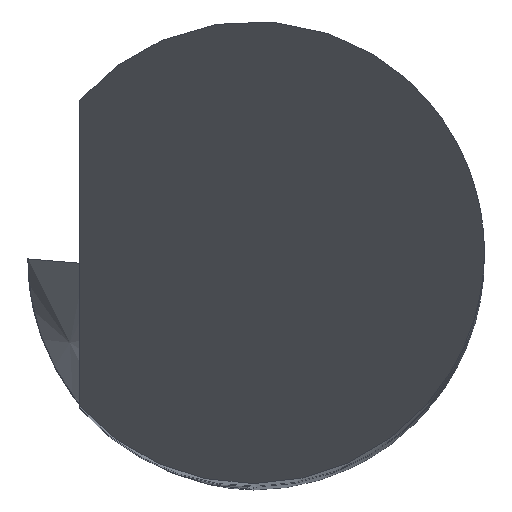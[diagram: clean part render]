
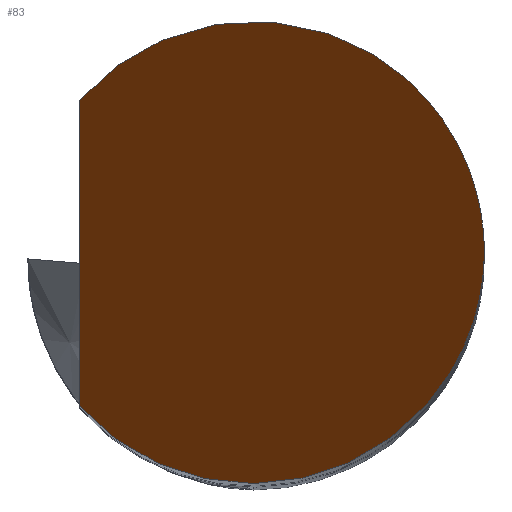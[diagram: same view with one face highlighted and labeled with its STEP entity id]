
A CAD part, top view. The second image highlights one B-rep face of the part: STEP entity #83.
In plain terms, the highlighted planar face has unit normal (-0.866, 0, 0.5).
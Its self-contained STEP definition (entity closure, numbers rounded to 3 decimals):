
#64=PLANE('',#405);
#83=ADVANCED_FACE('',(#109),#64,.F.);
#109=FACE_OUTER_BOUND('',#130,.T.);
#130=EDGE_LOOP('',(#258,#259));
#158=LINE('',#707,#180);
#180=VECTOR('',#480,1.);
#195=ELLIPSE('',#404,4.,2.);
#258=ORIENTED_EDGE('',*,*,#341,.T.);
#259=ORIENTED_EDGE('',*,*,#342,.F.);
#302=VERTEX_POINT('',#705);
#303=VERTEX_POINT('',#706);
#341=EDGE_CURVE('',#302,#303,#195,.T.);
#342=EDGE_CURVE('',#302,#303,#158,.T.);
#404=AXIS2_PLACEMENT_3D('',#704,#478,#479);
#405=AXIS2_PLACEMENT_3D('',#708,#481,#482);
#478=DIRECTION('',(-0.866,0.,0.5));
#479=DIRECTION('',(-0.5,0.,-0.866));
#480=DIRECTION('',(0.,1.,0.));
#481=DIRECTION('',(0.866,0.,-0.5));
#482=DIRECTION('',(-0.5,0.,-0.866));
#704=CARTESIAN_POINT('',(0.,0.,11.76));
#705=CARTESIAN_POINT('',(-1.5,-1.323,9.162));
#706=CARTESIAN_POINT('',(-1.5,1.323,9.162));
#707=CARTESIAN_POINT('',(-1.5,-1.323,9.162));
#708=CARTESIAN_POINT('',(2.,-2.4,15.224));
